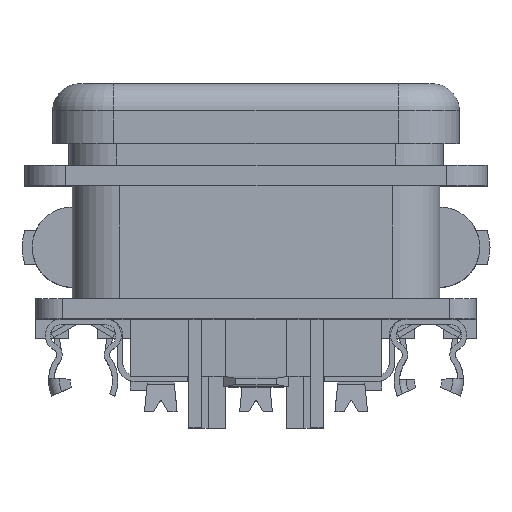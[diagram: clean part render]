
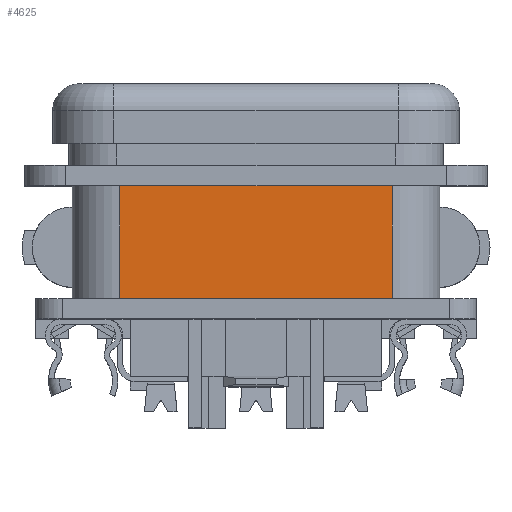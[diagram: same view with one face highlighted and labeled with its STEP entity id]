
A CAD part, top view. The second image highlights one B-rep face of the part: STEP entity #4625.
In plain terms, the highlighted planar face has unit normal (0, 0, 1).
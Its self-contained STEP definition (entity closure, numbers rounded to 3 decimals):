
#3726=CARTESIAN_POINT('',(-10.,4.5,22.15));
#3727=VERTEX_POINT('',#3726);
#3735=CARTESIAN_POINT('',(10.0,4.5,22.15));
#3736=VERTEX_POINT('',#3735);
#3737=CARTESIAN_POINT('',(10.0,4.5,22.15));
#3738=DIRECTION('',(-1.0,0.0,0.0));
#3739=VECTOR('',#3738,20.);
#3740=LINE('',#3737,#3739);
#3741=EDGE_CURVE('',#3736,#3727,#3740,.T.);
#4583=CARTESIAN_POINT('',(-10.,-3.8,22.15));
#4584=VERTEX_POINT('',#4583);
#4592=CARTESIAN_POINT('',(-10.,4.5,22.15));
#4593=DIRECTION('',(0.0,-1.0,0.0));
#4594=VECTOR('',#4593,8.3);
#4595=LINE('',#4592,#4594);
#4596=EDGE_CURVE('',#3727,#4584,#4595,.T.);
#4602=CARTESIAN_POINT('',(11.0,-4.215,22.15));
#4603=DIRECTION('',(0.0,0.0,-1.0));
#4604=DIRECTION('',(-1.0,0.0,0.0));
#4605=AXIS2_PLACEMENT_3D('',#4602,#4603,#4604);
#4606=PLANE('',#4605);
#4607=ORIENTED_EDGE('',*,*,#4596,.T.);
#4608=CARTESIAN_POINT('',(10.0,-3.8,22.15));
#4609=VERTEX_POINT('',#4608);
#4610=CARTESIAN_POINT('',(-10.,-3.8,22.15));
#4611=DIRECTION('',(1.0,0.0,0.0));
#4612=VECTOR('',#4611,20.);
#4613=LINE('',#4610,#4612);
#4614=EDGE_CURVE('',#4584,#4609,#4613,.T.);
#4615=ORIENTED_EDGE('',*,*,#4614,.T.);
#4616=CARTESIAN_POINT('',(10.0,4.5,22.15));
#4617=DIRECTION('',(0.0,-1.0,0.0));
#4618=VECTOR('',#4617,8.3);
#4619=LINE('',#4616,#4618);
#4620=EDGE_CURVE('',#3736,#4609,#4619,.T.);
#4621=ORIENTED_EDGE('',*,*,#4620,.F.);
#4622=ORIENTED_EDGE('',*,*,#3741,.T.);
#4623=EDGE_LOOP('',(#4607,#4615,#4621,#4622));
#4624=FACE_OUTER_BOUND('',#4623,.T.);
#4625=ADVANCED_FACE('',(#4624),#4606,.F.);
